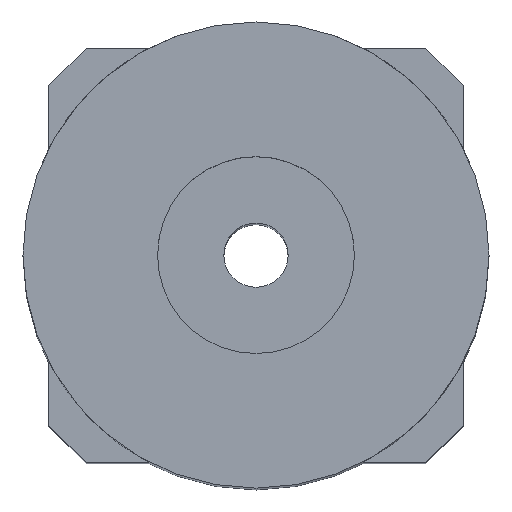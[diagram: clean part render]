
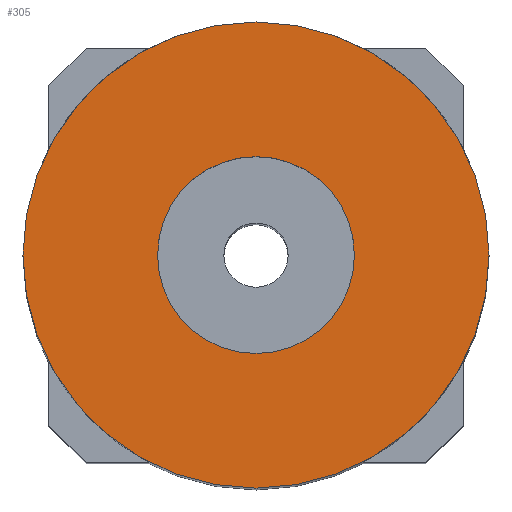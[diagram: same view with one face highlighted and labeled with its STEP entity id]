
A CAD part, top view. The second image highlights one B-rep face of the part: STEP entity #305.
In plain terms, the highlighted planar face has unit normal (0, 0, 1).
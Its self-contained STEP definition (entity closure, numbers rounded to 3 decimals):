
#5 = EDGE_CURVE ( 'NONE', #1090, #746, #303, .T. ) ;
#62 = DIRECTION ( 'NONE',  ( 0., 0., 1. ) ) ;
#76 = AXIS2_PLACEMENT_3D ( 'NONE', #784, #100, #796 ) ;
#100 = DIRECTION ( 'NONE',  ( 0., 0., 1. ) ) ;
#157 = DIRECTION ( 'NONE',  ( 0., 0., 1. ) ) ;
#180 = PLANE ( 'NONE',  #786 ) ;
#187 = AXIS2_PLACEMENT_3D ( 'NONE', #1094, #62, #671 ) ;
#227 = ORIENTED_EDGE ( 'NONE', *, *, #949, .F. ) ;
#228 = CARTESIAN_POINT ( 'NONE',  ( -9.5, 0., 94.46 ) ) ;
#248 = EDGE_LOOP ( 'NONE', ( #993, #1102 ) ) ;
#256 = DIRECTION ( 'NONE',  ( 0., 0., 1. ) ) ;
#279 = EDGE_CURVE ( 'NONE', #440, #389, #589, .T. ) ;
#303 = CIRCLE ( 'NONE', #76, 22.5 ) ;
#305 = ADVANCED_FACE ( 'NONE', ( #865, #510 ), #180, .T. ) ;
#389 = VERTEX_POINT ( 'NONE', #228 ) ;
#412 = CIRCLE ( 'NONE', #848, 9.5 ) ;
#418 = DIRECTION ( 'NONE',  ( 1., 0., 0. ) ) ;
#432 = CARTESIAN_POINT ( 'NONE',  ( 0., 0., 94.46 ) ) ;
#440 = VERTEX_POINT ( 'NONE', #907 ) ;
#465 = EDGE_CURVE ( 'NONE', #746, #1090, #498, .T. ) ;
#498 = CIRCLE ( 'NONE', #187, 22.5 ) ;
#510 = FACE_OUTER_BOUND ( 'NONE', #248, .T. ) ;
#589 = CIRCLE ( 'NONE', #975, 9.5 ) ;
#671 = DIRECTION ( 'NONE',  ( 1., 0., 0. ) ) ;
#695 = CARTESIAN_POINT ( 'NONE',  ( -22.5, 0., 94.46 ) ) ;
#712 = CARTESIAN_POINT ( 'NONE',  ( 22.5, 0., 94.46 ) ) ;
#746 = VERTEX_POINT ( 'NONE', #695 ) ;
#751 = EDGE_LOOP ( 'NONE', ( #1075, #227 ) ) ;
#784 = CARTESIAN_POINT ( 'NONE',  ( 0., 0., 94.46 ) ) ;
#786 = AXIS2_PLACEMENT_3D ( 'NONE', #935, #256, #1096 ) ;
#796 = DIRECTION ( 'NONE',  ( 1., 0., 0. ) ) ;
#848 = AXIS2_PLACEMENT_3D ( 'NONE', #432, #950, #418 ) ;
#865 = FACE_BOUND ( 'NONE', #751, .T. ) ;
#907 = CARTESIAN_POINT ( 'NONE',  ( 9.5, 0., 94.46 ) ) ;
#921 = DIRECTION ( 'NONE',  ( 1., 0., 0. ) ) ;
#935 = CARTESIAN_POINT ( 'NONE',  ( 0., 0., 94.46 ) ) ;
#949 = EDGE_CURVE ( 'NONE', #389, #440, #412, .T. ) ;
#950 = DIRECTION ( 'NONE',  ( 0., 0., 1. ) ) ;
#975 = AXIS2_PLACEMENT_3D ( 'NONE', #1025, #157, #921 ) ;
#993 = ORIENTED_EDGE ( 'NONE', *, *, #465, .T. ) ;
#1025 = CARTESIAN_POINT ( 'NONE',  ( 0., 0., 94.46 ) ) ;
#1075 = ORIENTED_EDGE ( 'NONE', *, *, #279, .F. ) ;
#1090 = VERTEX_POINT ( 'NONE', #712 ) ;
#1094 = CARTESIAN_POINT ( 'NONE',  ( 0., 0., 94.46 ) ) ;
#1096 = DIRECTION ( 'NONE',  ( 1., 0., 0. ) ) ;
#1102 = ORIENTED_EDGE ( 'NONE', *, *, #5, .T. ) ;
